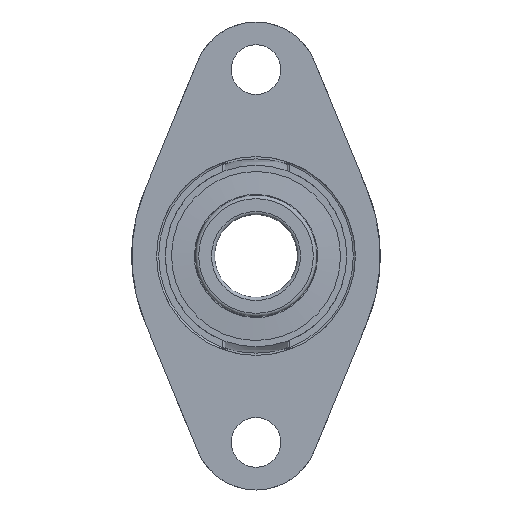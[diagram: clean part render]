
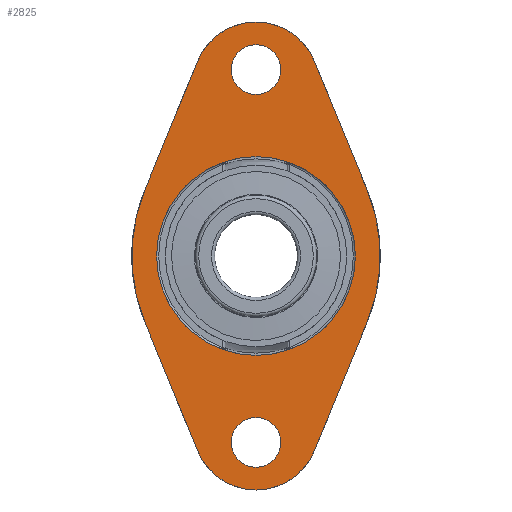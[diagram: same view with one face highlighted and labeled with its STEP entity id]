
A CAD part, left-side view. The second image highlights one B-rep face of the part: STEP entity #2825.
In plain terms, the highlighted face is planar.
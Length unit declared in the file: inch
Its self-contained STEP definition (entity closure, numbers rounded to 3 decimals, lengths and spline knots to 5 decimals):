
#197=VECTOR('',#3133,1.);
#241=VECTOR('',#3337,1.);
#242=VECTOR('',#3340,1.);
#243=VECTOR('',#3341,1.);
#279=LINE('',#6171,#197);
#323=LINE('',#7016,#241);
#324=LINE('',#7020,#242);
#325=LINE('',#7021,#243);
#445=CIRCLE('',#3506,1.65123);
#447=CIRCLE('',#3509,0.6);
#454=CIRCLE('',#3522,0.6);
#484=CIRCLE('',#3584,0.94488);
#486=CIRCLE('',#3590,0.23622);
#487=CIRCLE('',#3592,0.23622);
#488=CIRCLE('',#3594,1.65123);
#649=EDGE_CURVE('',#2430,#2431,#279,.T.);
#652=EDGE_CURVE('',#2432,#2430,#445,.T.);
#657=EDGE_CURVE('',#2431,#2433,#447,.T.);
#669=EDGE_CURVE('',#2438,#2439,#454,.T.);
#758=EDGE_CURVE('',#2491,#2491,#484,.T.);
#760=EDGE_CURVE('',#2493,#2493,#486,.T.);
#761=EDGE_CURVE('',#2494,#2494,#487,.T.);
#762=EDGE_CURVE('',#2495,#2438,#323,.T.);
#763=EDGE_CURVE('',#2496,#2495,#488,.T.);
#764=EDGE_CURVE('',#2433,#2496,#324,.T.);
#765=EDGE_CURVE('',#2439,#2432,#325,.T.);
#1273=ORIENTED_EDGE('',*,*,#758,.T.);
#1274=ORIENTED_EDGE('',*,*,#762,.F.);
#1275=ORIENTED_EDGE('',*,*,#763,.F.);
#1276=ORIENTED_EDGE('',*,*,#764,.F.);
#1277=ORIENTED_EDGE('',*,*,#657,.F.);
#1278=ORIENTED_EDGE('',*,*,#649,.F.);
#1279=ORIENTED_EDGE('',*,*,#652,.F.);
#1280=ORIENTED_EDGE('',*,*,#765,.F.);
#1281=ORIENTED_EDGE('',*,*,#669,.F.);
#1282=ORIENTED_EDGE('',*,*,#761,.T.);
#1283=ORIENTED_EDGE('',*,*,#760,.T.);
#1493=EDGE_LOOP('',(#1273));
#1494=EDGE_LOOP('',(#1274,#1275,#1276,#1277,#1278,#1279,#1280,#1281));
#1495=EDGE_LOOP('',(#1282));
#1496=EDGE_LOOP('',(#1283));
#1535=PLANE('',#3593);
#2430=VERTEX_POINT('',#6170);
#2431=VERTEX_POINT('',#6172);
#2432=VERTEX_POINT('',#6176);
#2433=VERTEX_POINT('',#6180);
#2438=VERTEX_POINT('',#6337);
#2439=VERTEX_POINT('',#6339);
#2491=VERTEX_POINT('',#7003);
#2493=VERTEX_POINT('',#7011);
#2494=VERTEX_POINT('',#7014);
#2495=VERTEX_POINT('',#7017);
#2496=VERTEX_POINT('',#7019);
#2672=FACE_BOUND('',#1493,.T.);
#2673=FACE_BOUND('',#1494,.T.);
#2674=FACE_BOUND('',#1495,.T.);
#2675=FACE_BOUND('',#1496,.T.);
#2825=ADVANCED_FACE('',(#2672,#2673,#2674,#2675),#1535,.F.);
#3133=DIRECTION('',(0.925,0.379,0.));
#3138=DIRECTION('',(0.,0.,1.));
#3139=DIRECTION('',(1.651,0.,0.));
#3147=DIRECTION('',(0.,0.,1.));
#3148=DIRECTION('',(0.6,0.,0.));
#3173=DIRECTION('',(0.,0.,1.));
#3174=DIRECTION('',(0.6,0.,0.));
#3321=DIRECTION('',(0.,0.,1.));
#3322=DIRECTION('',(0.,0.945,0.));
#3330=DIRECTION('',(0.,0.,1.));
#3331=DIRECTION('',(0.236,0.,0.));
#3334=DIRECTION('',(0.,0.,1.));
#3335=DIRECTION('',(0.236,0.,0.));
#3336=DIRECTION('',(0.,0.,1.));
#3337=DIRECTION('',(-0.925,-0.379,0.));
#3338=DIRECTION('',(0.,0.,1.));
#3339=DIRECTION('',(1.651,0.,0.));
#3340=DIRECTION('',(-0.925,0.379,0.));
#3341=DIRECTION('',(0.925,-0.379,0.));
#3506=AXIS2_PLACEMENT_3D('',#6177,#3138,#3139);
#3509=AXIS2_PLACEMENT_3D('',#6186,#3147,#3148);
#3522=AXIS2_PLACEMENT_3D('',#6338,#3173,#3174);
#3584=AXIS2_PLACEMENT_3D('',#7002,#3321,#3322);
#3590=AXIS2_PLACEMENT_3D('',#7010,#3330,#3331);
#3592=AXIS2_PLACEMENT_3D('',#7013,#3334,#3335);
#3593=AXIS2_PLACEMENT_3D('',#7015,#3336,$);
#3594=AXIS2_PLACEMENT_3D('',#7018,#3338,#3339);
#6170=CARTESIAN_POINT('',(0.62642,-1.05767,0.));
#6171=CARTESIAN_POINT('',(0.62642,-1.05767,0.));
#6172=CARTESIAN_POINT('',(1.85203,-0.55515,0.));
#6176=CARTESIAN_POINT('',(-0.62642,-1.05767,0.));
#6177=CARTESIAN_POINT('',(0.,0.47013,0.));
#6180=CARTESIAN_POINT('',(1.85203,0.55515,0.));
#6186=CARTESIAN_POINT('',(1.62441,0.,0.));
#6337=CARTESIAN_POINT('',(-1.85203,0.55515,0.));
#6338=CARTESIAN_POINT('',(-1.62441,0.,0.));
#6339=CARTESIAN_POINT('',(-1.85203,-0.55515,0.));
#7002=CARTESIAN_POINT('',(0.,0.,0.));
#7003=CARTESIAN_POINT('',(0.,0.94488,0.));
#7010=CARTESIAN_POINT('',(1.77165,0.,0.));
#7011=CARTESIAN_POINT('',(1.53543,0.,0.));
#7013=CARTESIAN_POINT('',(-1.77165,0.,0.));
#7014=CARTESIAN_POINT('',(-2.00787,0.,0.));
#7015=CARTESIAN_POINT('',(0.,0.,0.));
#7016=CARTESIAN_POINT('',(-0.62642,1.05767,0.));
#7017=CARTESIAN_POINT('',(-0.62642,1.05767,0.));
#7018=CARTESIAN_POINT('',(0.,-0.47013,0.));
#7019=CARTESIAN_POINT('',(0.62642,1.05767,0.));
#7020=CARTESIAN_POINT('',(1.85203,0.55515,0.));
#7021=CARTESIAN_POINT('',(-1.85203,-0.55515,0.));
